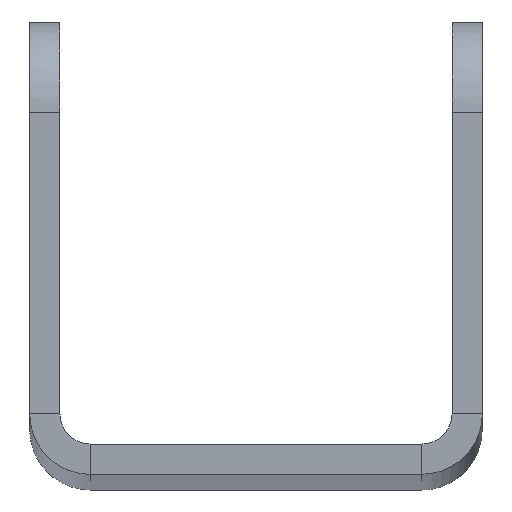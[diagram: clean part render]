
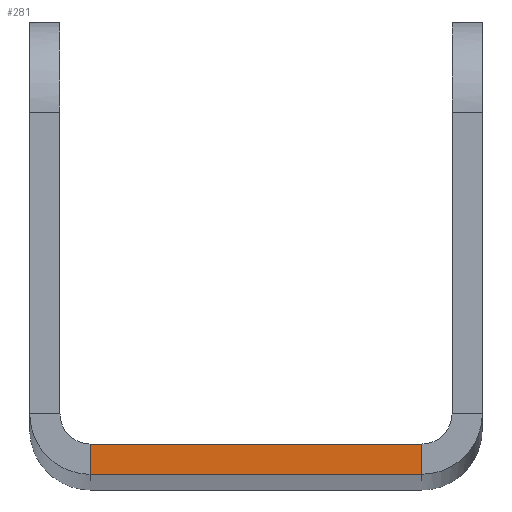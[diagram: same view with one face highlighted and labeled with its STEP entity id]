
A CAD part, top view. The second image highlights one B-rep face of the part: STEP entity #281.
In plain terms, the highlighted free-form (B-spline) face has degree [1, 1] with [2, 2] control points.
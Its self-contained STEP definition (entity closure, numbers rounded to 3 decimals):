
#214 = VERTEX_POINT('',#215);
#215 = CARTESIAN_POINT('',(-9.301,-0.846,
    253.672));
#230 = VERTEX_POINT('',#231);
#231 = CARTESIAN_POINT('',(9.301,-0.846,
    253.672));
#236 = EDGE_CURVE('',#214,#230,#237,.T.);
#237 = B_SPLINE_CURVE_WITH_KNOTS('',1,(#238,#239),.UNSPECIFIED.,.F.,.F.,
  (2,2),(4.,26.),.PIECEWISE_BEZIER_KNOTS.);
#238 = CARTESIAN_POINT('',(-9.301,-0.846,
    253.672));
#239 = CARTESIAN_POINT('',(9.301,-0.846,
    253.672));
#259 = VERTEX_POINT('',#260);
#260 = CARTESIAN_POINT('',(-9.301,0.846,
    253.672));
#265 = EDGE_CURVE('',#259,#266,#268,.T.);
#266 = VERTEX_POINT('',#267);
#267 = CARTESIAN_POINT('',(9.301,0.846,253.672
    ));
#268 = B_SPLINE_CURVE_WITH_KNOTS('',1,(#269,#270),.UNSPECIFIED.,.F.,.F.,
  (2,2),(4.,26.),.PIECEWISE_BEZIER_KNOTS.);
#269 = CARTESIAN_POINT('',(-9.301,0.846,
    253.672));
#270 = CARTESIAN_POINT('',(9.301,0.846,253.672
    ));
#281 = ADVANCED_FACE('',(#282),#296,.T.);
#282 = FACE_BOUND('',#283,.T.);
#283 = EDGE_LOOP('',(#284,#285,#290,#291));
#284 = ORIENTED_EDGE('',*,*,#265,.F.);
#285 = ORIENTED_EDGE('',*,*,#286,.T.);
#286 = EDGE_CURVE('',#259,#214,#287,.T.);
#287 = B_SPLINE_CURVE_WITH_KNOTS('',1,(#288,#289),.UNSPECIFIED.,.F.,.F.,
  (2,2),(0.,2.),.PIECEWISE_BEZIER_KNOTS.);
#288 = CARTESIAN_POINT('',(-9.301,0.846,
    253.672));
#289 = CARTESIAN_POINT('',(-9.301,-0.846,
    253.672));
#290 = ORIENTED_EDGE('',*,*,#236,.T.);
#291 = ORIENTED_EDGE('',*,*,#292,.F.);
#292 = EDGE_CURVE('',#266,#230,#293,.T.);
#293 = B_SPLINE_CURVE_WITH_KNOTS('',1,(#294,#295),.UNSPECIFIED.,.F.,.F.,
  (2,2),(0.,2.),.PIECEWISE_BEZIER_KNOTS.);
#294 = CARTESIAN_POINT('',(9.301,0.846,253.672
    ));
#295 = CARTESIAN_POINT('',(9.301,-0.846,
    253.672));
#296 = B_SPLINE_SURFACE_WITH_KNOTS('',1,1,(
    (#297,#298)
    ,(#299,#300
    )),.UNSPECIFIED.,.F.,.F.,.F.,(2,2),(2,2),(4.,26.),(
    0.,2.),.PIECEWISE_BEZIER_KNOTS.);
#297 = CARTESIAN_POINT('',(-9.301,-0.846,
    253.672));
#298 = CARTESIAN_POINT('',(-9.301,0.846,
    253.672));
#299 = CARTESIAN_POINT('',(9.301,-0.846,
    253.672));
#300 = CARTESIAN_POINT('',(9.301,0.846,253.672
    ));
